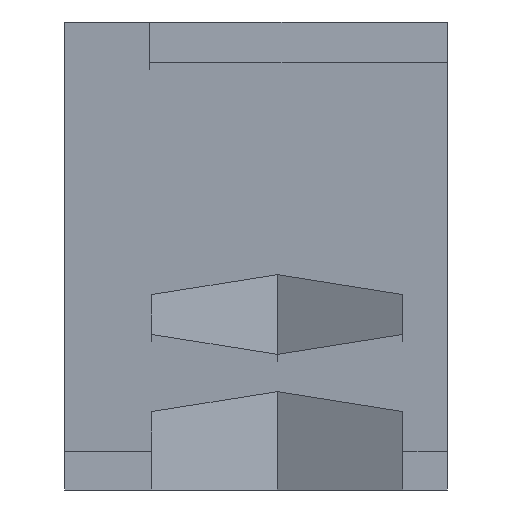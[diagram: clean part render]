
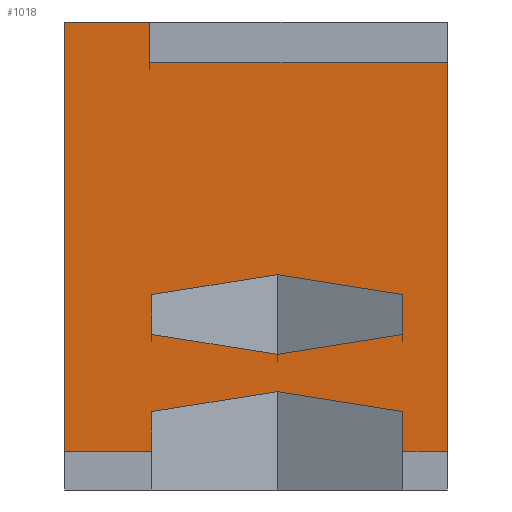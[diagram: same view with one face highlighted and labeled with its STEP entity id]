
A CAD part, left-side view. The second image highlights one B-rep face of the part: STEP entity #1018.
In plain terms, the highlighted planar face has unit normal (-0.265, 0, 0.964).
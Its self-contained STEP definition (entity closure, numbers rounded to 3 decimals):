
#53=FACE_BOUND('',#167,.T.);
#97=FACE_OUTER_BOUND('',#166,.T.);
#166=EDGE_LOOP('',(#881,#882,#883,#884,#885,#886,#887,#888,#889,#890,#891));
#167=EDGE_LOOP('',(#892,#893,#894,#895,#896,#897));
#176=LINE('',#1375,#300);
#186=LINE('',#1395,#310);
#191=LINE('',#1404,#315);
#198=LINE('',#1419,#322);
#205=LINE('',#1438,#329);
#207=LINE('',#1444,#331);
#216=LINE('',#1470,#340);
#220=LINE('',#1478,#344);
#223=LINE('',#1484,#347);
#226=LINE('',#1490,#350);
#229=LINE('',#1496,#353);
#232=LINE('',#1501,#356);
#234=LINE('',#1508,#358);
#236=LINE('',#1512,#360);
#238=LINE('',#1516,#362);
#240=LINE('',#1519,#364);
#291=LINE('',#1630,#415);
#300=VECTOR('',#1117,10.);
#310=VECTOR('',#1133,10.);
#315=VECTOR('',#1140,10.);
#322=VECTOR('',#1149,10.);
#329=VECTOR('',#1164,10.);
#331=VECTOR('',#1168,10.);
#340=VECTOR('',#1189,10.);
#344=VECTOR('',#1195,10.);
#347=VECTOR('',#1200,10.);
#350=VECTOR('',#1205,10.);
#353=VECTOR('',#1210,10.);
#356=VECTOR('',#1215,10.);
#358=VECTOR('',#1223,10.);
#360=VECTOR('',#1227,10.);
#362=VECTOR('',#1231,10.);
#364=VECTOR('',#1235,10.);
#415=VECTOR('',#1338,10.);
#424=VERTEX_POINT('',#1373);
#425=VERTEX_POINT('',#1374);
#432=VERTEX_POINT('',#1394);
#435=VERTEX_POINT('',#1402);
#442=VERTEX_POINT('',#1418);
#449=VERTEX_POINT('',#1434);
#451=VERTEX_POINT('',#1440);
#453=VERTEX_POINT('',#1443);
#463=VERTEX_POINT('',#1468);
#464=VERTEX_POINT('',#1469);
#467=VERTEX_POINT('',#1477);
#469=VERTEX_POINT('',#1483);
#471=VERTEX_POINT('',#1489);
#473=VERTEX_POINT('',#1495);
#476=VERTEX_POINT('',#1507);
#477=VERTEX_POINT('',#1511);
#478=VERTEX_POINT('',#1515);
#516=EDGE_CURVE('',#424,#425,#176,.T.);
#526=EDGE_CURVE('',#425,#432,#186,.T.);
#531=EDGE_CURVE('',#435,#432,#191,.T.);
#538=EDGE_CURVE('',#424,#442,#198,.T.);
#548=EDGE_CURVE('',#449,#442,#205,.T.);
#550=EDGE_CURVE('',#453,#451,#207,.T.);
#563=EDGE_CURVE('',#463,#464,#216,.T.);
#567=EDGE_CURVE('',#464,#467,#220,.T.);
#570=EDGE_CURVE('',#467,#469,#223,.T.);
#573=EDGE_CURVE('',#469,#471,#226,.T.);
#576=EDGE_CURVE('',#473,#463,#229,.T.);
#579=EDGE_CURVE('',#471,#473,#232,.T.);
#582=EDGE_CURVE('',#451,#476,#234,.T.);
#584=EDGE_CURVE('',#476,#477,#236,.T.);
#586=EDGE_CURVE('',#478,#449,#238,.T.);
#588=EDGE_CURVE('',#477,#478,#240,.T.);
#642=EDGE_CURVE('',#453,#435,#291,.T.);
#881=ORIENTED_EDGE('',*,*,#526,.T.);
#882=ORIENTED_EDGE('',*,*,#531,.F.);
#883=ORIENTED_EDGE('',*,*,#642,.F.);
#884=ORIENTED_EDGE('',*,*,#550,.T.);
#885=ORIENTED_EDGE('',*,*,#582,.T.);
#886=ORIENTED_EDGE('',*,*,#584,.T.);
#887=ORIENTED_EDGE('',*,*,#588,.T.);
#888=ORIENTED_EDGE('',*,*,#586,.T.);
#889=ORIENTED_EDGE('',*,*,#548,.T.);
#890=ORIENTED_EDGE('',*,*,#538,.F.);
#891=ORIENTED_EDGE('',*,*,#516,.T.);
#892=ORIENTED_EDGE('',*,*,#573,.T.);
#893=ORIENTED_EDGE('',*,*,#579,.T.);
#894=ORIENTED_EDGE('',*,*,#576,.T.);
#895=ORIENTED_EDGE('',*,*,#563,.T.);
#896=ORIENTED_EDGE('',*,*,#567,.T.);
#897=ORIENTED_EDGE('',*,*,#570,.T.);
#973=PLANE('',#1104);
#1018=ADVANCED_FACE('',(#97,#53),#973,.F.);
#1104=AXIS2_PLACEMENT_3D('',#1638,#1346,#1347);
#1117=DIRECTION('',(0.,1.,0.));
#1133=DIRECTION('',(0.964,0.,0.265));
#1140=DIRECTION('',(0.,-1.,0.));
#1149=DIRECTION('',(-0.964,0.,-0.265));
#1164=DIRECTION('',(0.,-1.,0.));
#1168=DIRECTION('',(0.,-1.,0.));
#1189=DIRECTION('',(-0.495,0.858,-0.136));
#1195=DIRECTION('',(0.495,0.858,0.136));
#1200=DIRECTION('',(0.964,0.,0.265));
#1205=DIRECTION('',(0.495,-0.858,0.136));
#1210=DIRECTION('',(-0.964,0.,-0.265));
#1215=DIRECTION('',(-0.495,-0.858,-0.136));
#1223=DIRECTION('',(0.964,0.,0.265));
#1227=DIRECTION('',(0.495,-0.858,0.136));
#1231=DIRECTION('',(-0.964,0.,-0.265));
#1235=DIRECTION('',(-0.495,-0.858,-0.136));
#1338=DIRECTION('',(0.964,0.,0.265));
#1346=DIRECTION('center_axis',(0.265,0.,-0.964));
#1347=DIRECTION('ref_axis',(-0.964,0.,-0.265));
#1373=CARTESIAN_POINT('',(36.5,0.,10.038));
#1374=CARTESIAN_POINT('',(36.5,7.,10.038));
#1375=CARTESIAN_POINT('',(36.5,0.,10.038));
#1394=CARTESIAN_POINT('',(40.,7.,11.));
#1395=CARTESIAN_POINT('',(41.267,7.,11.348));
#1402=CARTESIAN_POINT('',(40.,9.,11.));
#1404=CARTESIAN_POINT('',(40.,2.25,11.));
#1418=CARTESIAN_POINT('',(3.297,0.,0.907));
#1419=CARTESIAN_POINT('',(20.,0.,5.5));
#1434=CARTESIAN_POINT('',(3.297,1.05,0.907));
#1438=CARTESIAN_POINT('',(3.297,0.,0.907));
#1440=CARTESIAN_POINT('',(3.297,6.95,0.907));
#1443=CARTESIAN_POINT('',(3.297,9.,0.907));
#1444=CARTESIAN_POINT('',(3.297,0.,0.907));
#1468=CARTESIAN_POINT('',(13.297,1.05,3.657));
#1469=CARTESIAN_POINT('',(11.594,4.,3.188));
#1470=CARTESIAN_POINT('',(17.291,-5.869,4.755));
#1477=CARTESIAN_POINT('',(13.297,6.95,3.657));
#1478=CARTESIAN_POINT('',(14.756,9.477,4.058));
#1483=CARTESIAN_POINT('',(16.703,6.95,4.593));
#1484=CARTESIAN_POINT('',(27.587,6.95,7.586));
#1489=CARTESIAN_POINT('',(18.406,4.,5.062));
#1490=CARTESIAN_POINT('',(21.47,-1.307,5.904));
#1495=CARTESIAN_POINT('',(16.703,1.05,4.593));
#1496=CARTESIAN_POINT('',(29.171,1.05,8.022));
#1501=CARTESIAN_POINT('',(20.606,7.81,5.667));
#1507=CARTESIAN_POINT('',(6.703,6.95,1.843));
#1508=CARTESIAN_POINT('',(22.939,6.95,6.308));
#1511=CARTESIAN_POINT('',(8.406,4.,2.312));
#1512=CARTESIAN_POINT('',(12.883,-3.753,3.543));
#1515=CARTESIAN_POINT('',(6.703,1.05,1.843));
#1516=CARTESIAN_POINT('',(24.522,1.05,6.744));
#1519=CARTESIAN_POINT('',(12.019,10.257,3.305));
#1630=CARTESIAN_POINT('',(96.467,9.,26.528));
#1638=CARTESIAN_POINT('Origin',(40.,0.,11.));
